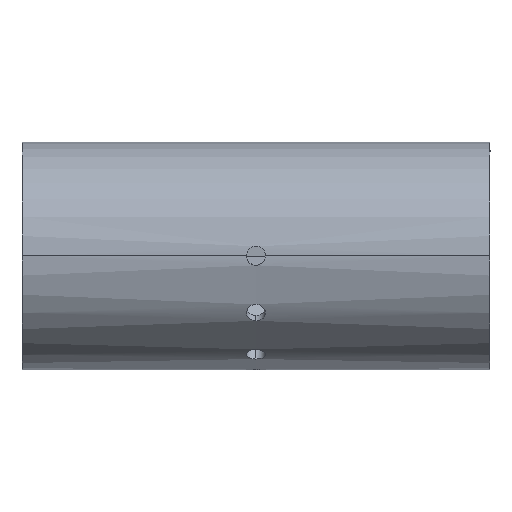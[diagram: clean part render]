
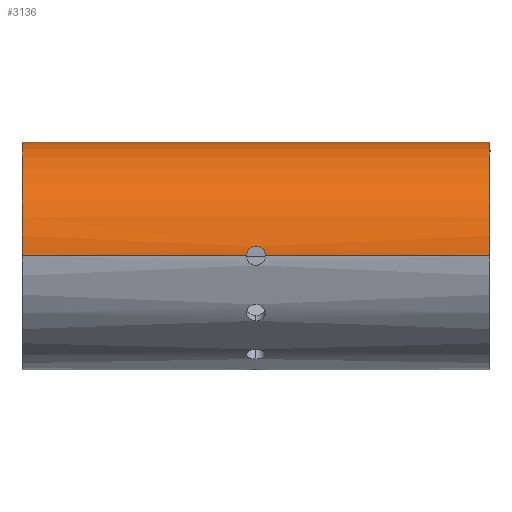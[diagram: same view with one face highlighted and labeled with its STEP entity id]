
A CAD part, top view. The second image highlights one B-rep face of the part: STEP entity #3136.
In plain terms, the highlighted cylindrical face has radius 41.4 mm (diameter 82.8 mm), a partial arc.
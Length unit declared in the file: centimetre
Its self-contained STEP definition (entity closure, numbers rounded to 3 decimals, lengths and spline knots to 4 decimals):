
#49 = CARTESIAN_POINT ( 'NONE',  ( -0.2742, 0.2106, 4.1347 ) ) ;
#62 = CARTESIAN_POINT ( 'NONE',  ( -0.345, 0., 4.14 ) ) ;
#69 = CARTESIAN_POINT ( 'NONE',  ( -0.0228, 0.345, 4.1256 ) ) ;
#144 = DIRECTION ( 'NONE',  ( -1., 0., 0. ) ) ;
#171 = VECTOR ( 'NONE', #3576, 100. ) ;
#189 = CARTESIAN_POINT ( 'NONE',  ( 8.5, 0., 4.14 ) ) ;
#341 = CARTESIAN_POINT ( 'NONE',  ( -0.345, 0.0225, 4.14 ) ) ;
#349 = AXIS2_PLACEMENT_3D ( 'NONE', #2034, #3109, #3127 ) ;
#373 = CARTESIAN_POINT ( 'NONE',  ( 0.2993, 0.1731, 4.1364 ) ) ;
#375 = ORIENTED_EDGE ( 'NONE', *, *, #2622, .T. ) ;
#376 = CARTESIAN_POINT ( 'NONE',  ( -0.345, 0., 4.14 ) ) ;
#393 = CARTESIAN_POINT ( 'NONE',  ( -0.0452, 0.3428, 4.1258 ) ) ;
#395 = ORIENTED_EDGE ( 'NONE', *, *, #1583, .T. ) ;
#401 = DIRECTION ( 'NONE',  ( 0., 0., 1. ) ) ;
#454 = CARTESIAN_POINT ( 'NONE',  ( 8.5, 0., 4.14 ) ) ;
#489 = VERTEX_POINT ( 'NONE', #2698 ) ;
#547 = ORIENTED_EDGE ( 'NONE', *, *, #1704, .F. ) ;
#560 = EDGE_CURVE ( 'NONE', #1159, #3002, #2982, .T. ) ;
#603 = CARTESIAN_POINT ( 'NONE',  ( -0.2281, 0.2598, 4.1319 ) ) ;
#635 = ORIENTED_EDGE ( 'NONE', *, *, #2394, .T. ) ;
#652 = CARTESIAN_POINT ( 'NONE',  ( 0., 0.345, 4.1256 ) ) ;
#655 = CARTESIAN_POINT ( 'NONE',  ( -0.2104, 0.2744, 4.1309 ) ) ;
#666 = CARTESIAN_POINT ( 'NONE',  ( 0.345, 0., 4.14 ) ) ;
#671 = CARTESIAN_POINT ( 'NONE',  ( -0.3101, 0.1528, 4.1372 ) ) ;
#733 = CYLINDRICAL_SURFACE ( 'NONE', #1636, 4.14 ) ;
#756 = AXIS2_PLACEMENT_3D ( 'NONE', #1003, #1825, #2412 ) ;
#791 = LINE ( 'NONE', #1916, #171 ) ;
#838 = LINE ( 'NONE', #2800, #1233 ) ;
#966 = VERTEX_POINT ( 'NONE', #454 ) ;
#1003 = CARTESIAN_POINT ( 'NONE',  ( -8.5, 0., 0. ) ) ;
#1044 = VERTEX_POINT ( 'NONE', #1932 ) ;
#1159 = VERTEX_POINT ( 'NONE', #2830 ) ;
#1193 = CARTESIAN_POINT ( 'NONE',  ( 0.0228, 0.345, 4.1256 ) ) ;
#1210 = CARTESIAN_POINT ( 'NONE',  ( 0.153, 0.3101, 4.1284 ) ) ;
#1213 = CARTESIAN_POINT ( 'NONE',  ( -0.3273, 0.1112, 4.1386 ) ) ;
#1222 = CARTESIAN_POINT ( 'NONE',  ( 0.3272, 0.1116, 4.1385 ) ) ;
#1225 = CARTESIAN_POINT ( 'NONE',  ( -0.2599, 0.228, 4.1337 ) ) ;
#1233 = VECTOR ( 'NONE', #1658, 100. ) ;
#1464 = CARTESIAN_POINT ( 'NONE',  ( -0.3428, 0.0449, 4.1398 ) ) ;
#1492 = CARTESIAN_POINT ( 'NONE',  ( 0.31, 0.1531, 4.1372 ) ) ;
#1505 = CARTESIAN_POINT ( 'NONE',  ( 0.0452, 0.3428, 4.1258 ) ) ;
#1563 = LINE ( 'NONE', #189, #1572 ) ;
#1572 = VECTOR ( 'NONE', #3528, 100. ) ;
#1583 = EDGE_CURVE ( 'NONE', #2996, #3111, #2605, .T. ) ;
#1636 = AXIS2_PLACEMENT_3D ( 'NONE', #2108, #144, #401 ) ;
#1658 = DIRECTION ( 'NONE',  ( -1., 0., 0. ) ) ;
#1704 = EDGE_CURVE ( 'NONE', #2996, #3002, #1563, .T. ) ;
#1721 = CARTESIAN_POINT ( 'NONE',  ( -0.1113, 0.3273, 4.127 ) ) ;
#1773 = CARTESIAN_POINT ( 'NONE',  ( 0.228, 0.2599, 4.1319 ) ) ;
#1778 = CARTESIAN_POINT ( 'NONE',  ( 0., 0.345, 4.1256 ) ) ;
#1794 = CARTESIAN_POINT ( 'NONE',  ( -0.334, 0.0894, 4.1391 ) ) ;
#1825 = DIRECTION ( 'NONE',  ( 1., 0., 0. ) ) ;
#1878 = CIRCLE ( 'NONE', #349, 4.14 ) ;
#1916 = CARTESIAN_POINT ( 'NONE',  ( 8.5, 0., 4.14 ) ) ;
#1932 = CARTESIAN_POINT ( 'NONE',  ( 8.5, 0., -4.14 ) ) ;
#2034 = CARTESIAN_POINT ( 'NONE',  ( 8.5, 0., 0. ) ) ;
#2049 = CARTESIAN_POINT ( 'NONE',  ( 0.2102, 0.2745, 4.1309 ) ) ;
#2065 = CARTESIAN_POINT ( 'NONE',  ( 0.3428, 0.0453, 4.1398 ) ) ;
#2108 = CARTESIAN_POINT ( 'NONE',  ( 8.5, 0., 0. ) ) ;
#2194 = EDGE_LOOP ( 'NONE', ( #2347, #635, #3073, #547, #395, #375, #3439 ) ) ;
#2270 = CARTESIAN_POINT ( 'NONE',  ( -0.2994, 0.1728, 4.1364 ) ) ;
#2290 = CARTESIAN_POINT ( 'NONE',  ( -0.1729, 0.2994, 4.1292 ) ) ;
#2311 = B_SPLINE_CURVE_WITH_KNOTS ( 'NONE', 3,
 ( #652, #1193, #1505, #3422, #3402, #1210, #2323, #2049, #1773, #2628, #2888, #373, #1492, #1222, #2338, #2065, #3173, #666 ),
 .UNSPECIFIED., .F., .F.,
 ( 4, 2, 2, 2, 2, 2, 2, 2, 4 ),
 ( 0.0162, 0.0169, 0.0175, 0.0182, 0.0189, 0.0196, 0.0202, 0.0209, 0.0216 ),
 .UNSPECIFIED. ) ;
#2323 = CARTESIAN_POINT ( 'NONE',  ( 0.1728, 0.2995, 4.1292 ) ) ;
#2338 = CARTESIAN_POINT ( 'NONE',  ( 0.3338, 0.0899, 4.1391 ) ) ;
#2347 = ORIENTED_EDGE ( 'NONE', *, *, #2554, .F. ) ;
#2368 = CARTESIAN_POINT ( 'NONE',  ( 0., 0.345, 4.1256 ) ) ;
#2394 = EDGE_CURVE ( 'NONE', #1044, #1159, #838, .T. ) ;
#2412 = DIRECTION ( 'NONE',  ( 0., 0., -1. ) ) ;
#2554 = EDGE_CURVE ( 'NONE', #1044, #966, #1878, .T. ) ;
#2605 = B_SPLINE_CURVE_WITH_KNOTS ( 'NONE', 3,
 ( #376, #341, #1464, #1794, #1213, #671, #2270, #49, #1225, #603, #655, #2290, #3386, #1721, #3162, #393, #69, #1778 ),
 .UNSPECIFIED., .F., .F.,
 ( 4, 2, 2, 2, 2, 2, 2, 2, 4 ),
 ( 0.0108, 0.0115, 0.0121, 0.0128, 0.0135, 0.0142, 0.0148, 0.0155, 0.0162 ),
 .UNSPECIFIED. ) ;
#2622 = EDGE_CURVE ( 'NONE', #3111, #489, #2311, .T. ) ;
#2628 = CARTESIAN_POINT ( 'NONE',  ( 0.2598, 0.2281, 4.1337 ) ) ;
#2698 = CARTESIAN_POINT ( 'NONE',  ( 0.345, 0., 4.14 ) ) ;
#2800 = CARTESIAN_POINT ( 'NONE',  ( 8.5, 0., -4.14 ) ) ;
#2830 = CARTESIAN_POINT ( 'NONE',  ( -8.5, 0., -4.14 ) ) ;
#2888 = CARTESIAN_POINT ( 'NONE',  ( 0.2741, 0.2108, 4.1347 ) ) ;
#2933 = CARTESIAN_POINT ( 'NONE',  ( -8.5, 0., 4.14 ) ) ;
#2982 = CIRCLE ( 'NONE', #756, 4.14 ) ;
#2996 = VERTEX_POINT ( 'NONE', #62 ) ;
#3002 = VERTEX_POINT ( 'NONE', #2933 ) ;
#3073 = ORIENTED_EDGE ( 'NONE', *, *, #560, .T. ) ;
#3109 = DIRECTION ( 'NONE',  ( 1., 0., 0. ) ) ;
#3111 = VERTEX_POINT ( 'NONE', #2368 ) ;
#3127 = DIRECTION ( 'NONE',  ( 0., 0., -1. ) ) ;
#3136 = ADVANCED_FACE ( 'NONE', ( #3481 ), #733, .T. ) ;
#3162 = CARTESIAN_POINT ( 'NONE',  ( -0.0893, 0.334, 4.1265 ) ) ;
#3173 = CARTESIAN_POINT ( 'NONE',  ( 0.345, 0.0228, 4.14 ) ) ;
#3356 = EDGE_CURVE ( 'NONE', #966, #489, #791, .T. ) ;
#3386 = CARTESIAN_POINT ( 'NONE',  ( -0.153, 0.31, 4.1284 ) ) ;
#3402 = CARTESIAN_POINT ( 'NONE',  ( 0.1112, 0.3274, 4.127 ) ) ;
#3422 = CARTESIAN_POINT ( 'NONE',  ( 0.0893, 0.334, 4.1265 ) ) ;
#3439 = ORIENTED_EDGE ( 'NONE', *, *, #3356, .F. ) ;
#3481 = FACE_OUTER_BOUND ( 'NONE', #2194, .T. ) ;
#3528 = DIRECTION ( 'NONE',  ( -1., 0., 0. ) ) ;
#3576 = DIRECTION ( 'NONE',  ( -1., 0., 0. ) ) ;
